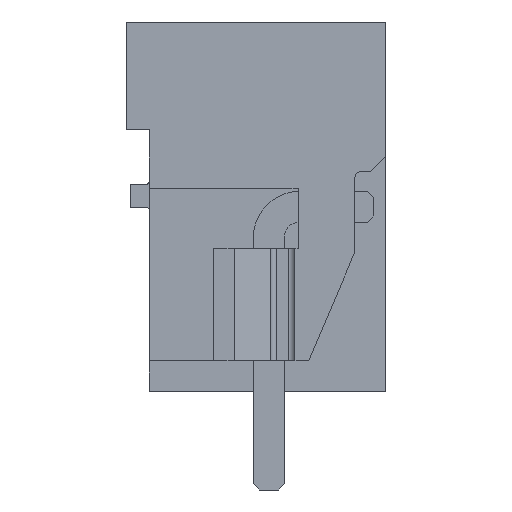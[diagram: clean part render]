
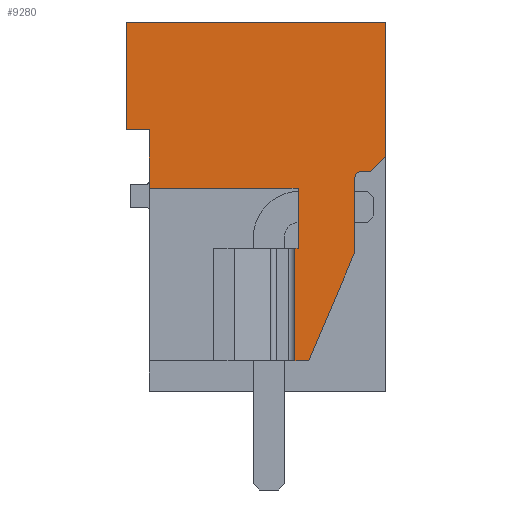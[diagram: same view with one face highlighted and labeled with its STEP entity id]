
A CAD part, left-side view. The second image highlights one B-rep face of the part: STEP entity #9280.
In plain terms, the highlighted planar face has unit normal (-1, 0, 0).
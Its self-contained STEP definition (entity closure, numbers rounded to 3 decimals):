
#9193=AXIS2_PLACEMENT_3D('Plane Axis2P3D',#9190,#9191,#9192) ;
#9246=AXIS2_PLACEMENT_3D('Circle Axis2P3D',#9244,#9245,$) ;
#63=CARTESIAN_POINT('Vertex',(0.,0.,15.2)) ;
#66=CARTESIAN_POINT('Line Origine',(0.,0.,13.023)) ;
#70=CARTESIAN_POINT('Vertex',(0.,0.,10.846)) ;
#147=CARTESIAN_POINT('Vertex',(0.,8.43,15.2)) ;
#150=CARTESIAN_POINT('Line Origine',(0.,4.215,15.2)) ;
#1631=CARTESIAN_POINT('Vertex',(0.,8.43,11.7)) ;
#1634=CARTESIAN_POINT('Line Origine',(0.,8.43,13.45)) ;
#2277=CARTESIAN_POINT('Vertex',(0.,7.68,9.8)) ;
#2280=CARTESIAN_POINT('Line Origine',(0.,7.68,10.75)) ;
#2284=CARTESIAN_POINT('Vertex',(0.,7.68,11.7)) ;
#9138=CARTESIAN_POINT('Line Origine',(0.,8.055,11.7)) ;
#9190=CARTESIAN_POINT('Axis2P3D Location',(0.,0.,0.)) ;
#9195=CARTESIAN_POINT('Line Origine',(0.,5.265,9.8)) ;
#9199=CARTESIAN_POINT('Vertex',(0.,2.85,9.8)) ;
#9202=CARTESIAN_POINT('Line Origine',(0.,2.85,8.825)) ;
#9206=CARTESIAN_POINT('Vertex',(0.,2.85,7.85)) ;
#9209=CARTESIAN_POINT('Line Origine',(0.,2.9,7.85)) ;
#9213=CARTESIAN_POINT('Vertex',(0.,2.95,7.85)) ;
#9216=CARTESIAN_POINT('Line Origine',(0.,2.95,6.025)) ;
#9220=CARTESIAN_POINT('Vertex',(0.,2.95,4.2)) ;
#9223=CARTESIAN_POINT('Line Origine',(0.,2.725,4.2)) ;
#9227=CARTESIAN_POINT('Vertex',(0.,2.5,4.2)) ;
#9230=CARTESIAN_POINT('Line Origine',(0.,1.75,5.968)) ;
#9234=CARTESIAN_POINT('Vertex',(0.,1.,7.736)) ;
#9237=CARTESIAN_POINT('Line Origine',(0.,1.,8.941)) ;
#9241=CARTESIAN_POINT('Vertex',(0.,1.,10.146)) ;
#9244=CARTESIAN_POINT('Axis2P3D Location',(0.,0.8,10.146)) ;
#9248=CARTESIAN_POINT('Vertex',(0.,0.8,10.346)) ;
#9251=CARTESIAN_POINT('Line Origine',(0.,0.65,10.346)) ;
#9255=CARTESIAN_POINT('Vertex',(0.,0.5,10.346)) ;
#9258=CARTESIAN_POINT('Line Origine',(0.,0.25,10.596)) ;
#67=DIRECTION('Vector Direction',(0.,0.,-1.)) ;
#151=DIRECTION('Vector Direction',(0.,-1.,0.)) ;
#1635=DIRECTION('Vector Direction',(0.,0.,-1.)) ;
#2281=DIRECTION('Vector Direction',(0.,0.,-1.)) ;
#9139=DIRECTION('Vector Direction',(0.,-1.,0.)) ;
#9191=DIRECTION('Axis2P3D Direction',(-1.,0.,0.)) ;
#9192=DIRECTION('Axis2P3D XDirection',(0.,0.,1.)) ;
#9196=DIRECTION('Vector Direction',(0.,1.,0.)) ;
#9203=DIRECTION('Vector Direction',(0.,0.,-1.)) ;
#9210=DIRECTION('Vector Direction',(0.,-1.,0.)) ;
#9217=DIRECTION('Vector Direction',(0.,0.,1.)) ;
#9224=DIRECTION('Vector Direction',(0.,-1.,0.)) ;
#9231=DIRECTION('Vector Direction',(0.,-0.391,0.921)) ;
#9238=DIRECTION('Vector Direction',(0.,0.,1.)) ;
#9245=DIRECTION('Axis2P3D Direction',(-1.,0.,0.)) ;
#9252=DIRECTION('Vector Direction',(0.,-1.,0.)) ;
#9259=DIRECTION('Vector Direction',(0.,-0.707,0.707)) ;
#68=VECTOR('Line Direction',#67,1.) ;
#152=VECTOR('Line Direction',#151,1.) ;
#1636=VECTOR('Line Direction',#1635,1.) ;
#2282=VECTOR('Line Direction',#2281,1.) ;
#9140=VECTOR('Line Direction',#9139,1.) ;
#9197=VECTOR('Line Direction',#9196,1.) ;
#9204=VECTOR('Line Direction',#9203,1.) ;
#9211=VECTOR('Line Direction',#9210,1.) ;
#9218=VECTOR('Line Direction',#9217,1.) ;
#9225=VECTOR('Line Direction',#9224,1.) ;
#9232=VECTOR('Line Direction',#9231,1.) ;
#9239=VECTOR('Line Direction',#9238,1.) ;
#9253=VECTOR('Line Direction',#9252,1.) ;
#9260=VECTOR('Line Direction',#9259,1.) ;
#9264=ORIENTED_EDGE('',*,*,#72,.T.) ;
#9265=ORIENTED_EDGE('',*,*,#154,.T.) ;
#9266=ORIENTED_EDGE('',*,*,#1638,.T.) ;
#9267=ORIENTED_EDGE('',*,*,#9142,.T.) ;
#9268=ORIENTED_EDGE('',*,*,#2286,.T.) ;
#9269=ORIENTED_EDGE('',*,*,#9201,.F.) ;
#9270=ORIENTED_EDGE('',*,*,#9208,.F.) ;
#9271=ORIENTED_EDGE('',*,*,#9215,.F.) ;
#9272=ORIENTED_EDGE('',*,*,#9222,.F.) ;
#9273=ORIENTED_EDGE('',*,*,#9229,.F.) ;
#9274=ORIENTED_EDGE('',*,*,#9236,.F.) ;
#9275=ORIENTED_EDGE('',*,*,#9243,.F.) ;
#9276=ORIENTED_EDGE('',*,*,#9250,.F.) ;
#9277=ORIENTED_EDGE('',*,*,#9257,.F.) ;
#9278=ORIENTED_EDGE('',*,*,#9262,.F.) ;
#9280=ADVANCED_FACE('HOUSING',(#9279),#9194,.T.) ;
#9247=CIRCLE('generated circle',#9246,0.2) ;
#72=EDGE_CURVE('',#71,#64,#69,.F.) ;
#154=EDGE_CURVE('',#64,#148,#153,.F.) ;
#1638=EDGE_CURVE('',#148,#1632,#1637,.T.) ;
#2286=EDGE_CURVE('',#2285,#2278,#2283,.T.) ;
#9142=EDGE_CURVE('',#1632,#2285,#9141,.T.) ;
#9201=EDGE_CURVE('',#9200,#2278,#9198,.T.) ;
#9208=EDGE_CURVE('',#9207,#9200,#9205,.F.) ;
#9215=EDGE_CURVE('',#9214,#9207,#9212,.T.) ;
#9222=EDGE_CURVE('',#9221,#9214,#9219,.T.) ;
#9229=EDGE_CURVE('',#9228,#9221,#9226,.F.) ;
#9236=EDGE_CURVE('',#9235,#9228,#9233,.F.) ;
#9243=EDGE_CURVE('',#9242,#9235,#9240,.F.) ;
#9250=EDGE_CURVE('',#9249,#9242,#9247,.T.) ;
#9257=EDGE_CURVE('',#9256,#9249,#9254,.F.) ;
#9262=EDGE_CURVE('',#71,#9256,#9261,.F.) ;
#9263=EDGE_LOOP('',(#9264,#9265,#9266,#9267,#9268,#9269,#9270,#9271,#9272,#9273,#9274,#9275,#9276,#9277,#9278)) ;
#9279=FACE_OUTER_BOUND('',#9263,.T.) ;
#69=LINE('Line',#66,#68) ;
#153=LINE('Line',#150,#152) ;
#1637=LINE('Line',#1634,#1636) ;
#2283=LINE('Line',#2280,#2282) ;
#9141=LINE('Line',#9138,#9140) ;
#9198=LINE('Line',#9195,#9197) ;
#9205=LINE('Line',#9202,#9204) ;
#9212=LINE('Line',#9209,#9211) ;
#9219=LINE('Line',#9216,#9218) ;
#9226=LINE('Line',#9223,#9225) ;
#9233=LINE('Line',#9230,#9232) ;
#9240=LINE('Line',#9237,#9239) ;
#9254=LINE('Line',#9251,#9253) ;
#9261=LINE('Line',#9258,#9260) ;
#9194=PLANE('',#9193) ;
#64=VERTEX_POINT('',#63) ;
#71=VERTEX_POINT('',#70) ;
#148=VERTEX_POINT('',#147) ;
#1632=VERTEX_POINT('',#1631) ;
#2278=VERTEX_POINT('',#2277) ;
#2285=VERTEX_POINT('',#2284) ;
#9200=VERTEX_POINT('',#9199) ;
#9207=VERTEX_POINT('',#9206) ;
#9214=VERTEX_POINT('',#9213) ;
#9221=VERTEX_POINT('',#9220) ;
#9228=VERTEX_POINT('',#9227) ;
#9235=VERTEX_POINT('',#9234) ;
#9242=VERTEX_POINT('',#9241) ;
#9249=VERTEX_POINT('',#9248) ;
#9256=VERTEX_POINT('',#9255) ;
